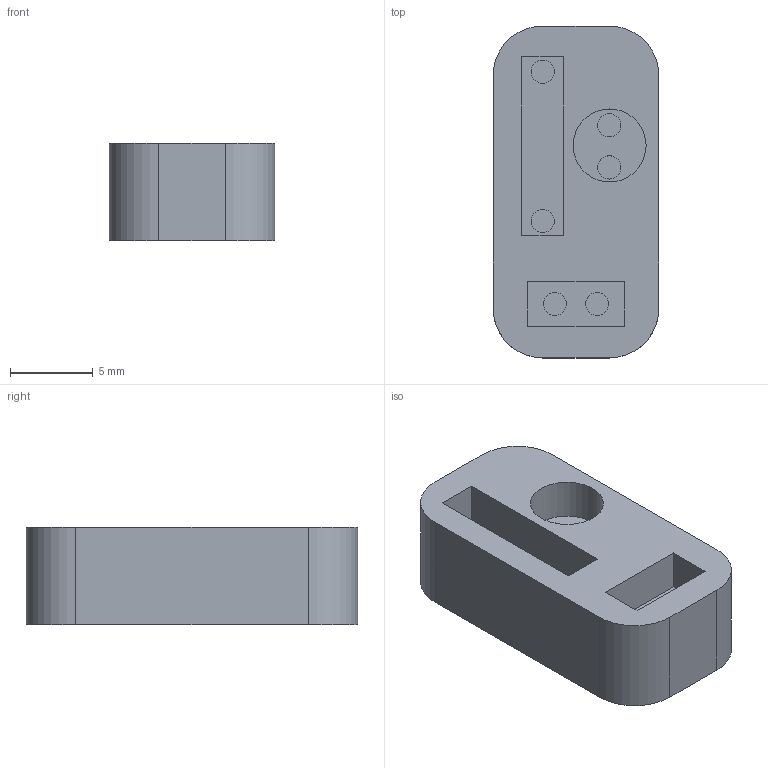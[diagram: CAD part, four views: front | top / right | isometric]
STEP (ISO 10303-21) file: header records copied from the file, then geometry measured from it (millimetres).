
FILE_DESCRIPTION(('FreeCAD Model'),'2;1');
FILE_NAME('pcb-led.step','2016-10-11T16:44:02',(''),(''), 'Open CASCADE STEP processor 6.8','FreeCAD','Unknown');
FILE_SCHEMA(('AUTOMOTIVE_DESIGN_CC2 { 1 2 10303 214 -1 1 5 4 }'));
Length unit declared in the file: inch
Products named in the file (2): ASSEMBLY; pcb-led
Assembly tree (1 placements, depth 2):
  ASSEMBLY
    pcb-led
Bounding box: 10 x 20 x 5.9 mm (x, y, z)
Volume: 804.2 mm3; surface area: 1012 mm2
Topology: 1 solids, 1 shells, 47 faces, 105 edges, 70 vertices
Faces by surface type: plane 36, cylinder 11
Full cylindrical faces by diameter (mm): 1.4 x6, 4.4 x1
Entity records: 2748 total; most frequent: CARTESIAN_POINT 512, DIRECTION 422, LINE 271, VECTOR 271, ORIENTED_EDGE 210, PCURVE 210, DEFINITIONAL_REPRESENTATION 210, EDGE_CURVE 105
